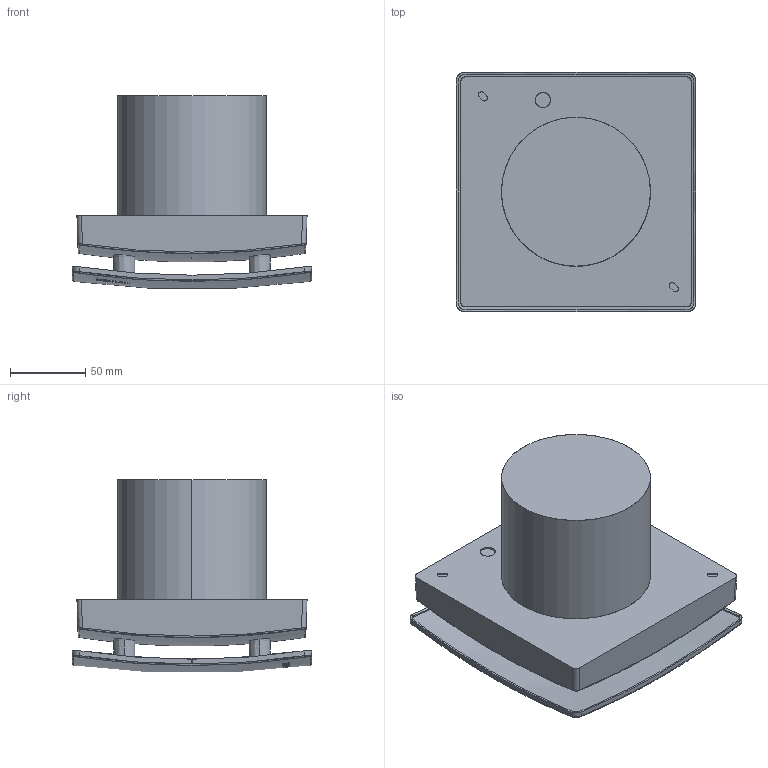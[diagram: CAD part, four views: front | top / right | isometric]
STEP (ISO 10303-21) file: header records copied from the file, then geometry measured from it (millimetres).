
FILE_DESCRIPTION(('FreeCAD Model'),'2;1');
FILE_NAME('ECA-100-ipro-RC-RCH.step', '2018-01-11T11:48:54',('Author'),(''), 'Open CASCADE STEP processor 6.8','FreeCAD','Unknown');
FILE_SCHEMA(('AUTOMOTIVE_DESIGN_CC2 { 1 2 10303 214 -1 1 5 4 }'));
Products named in the file (1): GR0002314
Bounding box: 159 x 159 x 128.27 mm (x, y, z)
Surface area: 140875.5 mm2 (no closed solid volume)
Topology: 0 solids, 173 shells, 173 faces, 2681 edges, 2679 vertices
Faces by surface type: bspline 133, revolution 40
Entity records: 50109 total; most frequent: CARTESIAN_POINT 25253, B_SPLINE_CURVE_WITH_KNOTS 5018, ORIENTED_EDGE 2679, EDGE_CURVE 2679, VERTEX_POINT 2679, SURFACE_CURVE 2679, PCURVE 2679, DEFINITIONAL_REPRESENTATION 2679
